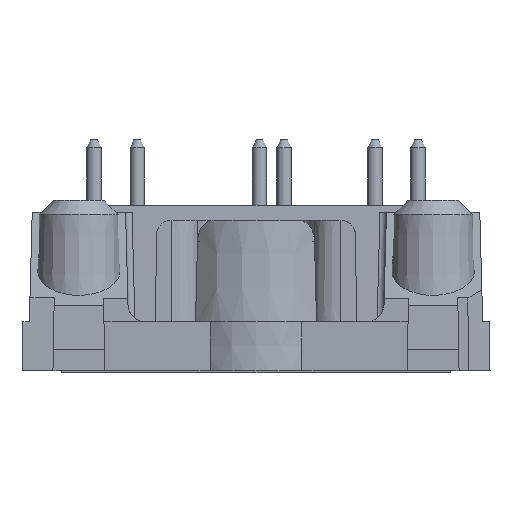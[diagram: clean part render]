
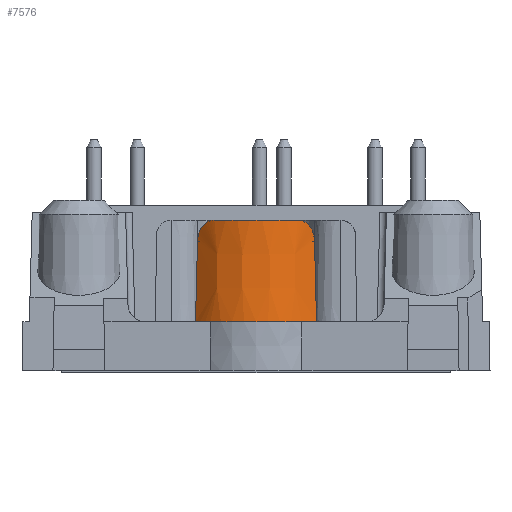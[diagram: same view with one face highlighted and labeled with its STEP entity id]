
A CAD part, left-side view. The second image highlights one B-rep face of the part: STEP entity #7576.
In plain terms, the highlighted conical face has half-angle 1 degrees and reference radius 5.5 mm.
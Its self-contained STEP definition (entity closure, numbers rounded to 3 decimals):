
#31=B_SPLINE_CURVE_WITH_KNOTS('',3,(#11194,#11195,#11196,#11197,#11198,
#11199,#11200,#11201,#11202,#11203,#11204,#11205,#11206,#11207,#11208,#11209,
#11210,#11211,#11212,#11213,#11214,#11215,#11216,#11217,#11218,#11219,#11220,
#11221,#11222,#11223,#11224,#11225,#11226,#11227,#11228,#11229,#11230,#11231,
#11232,#11233),.UNSPECIFIED.,.F.,.F.,(4,1,1,2,2,2,1,1,2,1,2,2,1,1,2,2,2,
2,1,2,2,2,1,1,4),(0.,0.062,0.125,0.187,
0.203,0.219,0.25,0.312,
0.375,0.406,0.422,0.437,
0.5,0.562,0.625,0.641,
0.656,0.687,0.75,0.812,
0.844,0.859,0.875,0.937,
1.),.UNSPECIFIED.);
#32=B_SPLINE_CURVE_WITH_KNOTS('',3,(#11243,#11244,#11245,#11246,#11247,
#11248,#11249,#11250,#11251,#11252,#11253,#11254,#11255,#11256,#11257,#11258,
#11259,#11260,#11261,#11262,#11263,#11264,#11265,#11266,#11267,#11268,#11269,
#11270,#11271,#11272,#11273,#11274,#11275,#11276,#11277,#11278,#11279,#11280,
#11281,#11282),.UNSPECIFIED.,.F.,.F.,(4,1,1,2,2,2,1,1,2,1,2,2,1,1,2,2,2,
2,1,2,1,2,2,1,4),(0.,0.062,0.125,0.187,
0.203,0.219,0.25,0.312,
0.375,0.406,0.422,0.437,
0.5,0.562,0.625,0.641,
0.656,0.687,0.75,0.812,
0.844,0.859,0.875,0.937,
1.),.UNSPECIFIED.);
#34=B_SPLINE_CURVE_WITH_KNOTS('',3,(#11374,#11375,#11376,#11377),
 .UNSPECIFIED.,.F.,.F.,(4,4),(0.,1.),.PIECEWISE_BEZIER_KNOTS.);
#37=B_SPLINE_CURVE_WITH_KNOTS('',3,(#11395,#11396,#11397,#11398),
 .UNSPECIFIED.,.F.,.F.,(4,4),(0.,1.),.PIECEWISE_BEZIER_KNOTS.);
#72=CONICAL_SURFACE('',#8104,5.5,0.017);
#195=CIRCLE('',#8066,5.377);
#208=CIRCLE('',#8105,5.5);
#209=CIRCLE('',#8106,5.5);
#210=CIRCLE('',#8107,5.5);
#1338=ORIENTED_EDGE('',*,*,#2361,.T.);
#1339=ORIENTED_EDGE('',*,*,#2374,.F.);
#1340=ORIENTED_EDGE('',*,*,#2375,.F.);
#1341=ORIENTED_EDGE('',*,*,#2376,.F.);
#1342=ORIENTED_EDGE('',*,*,#2355,.F.);
#1343=ORIENTED_EDGE('',*,*,#2328,.F.);
#1344=ORIENTED_EDGE('',*,*,#2325,.T.);
#1345=ORIENTED_EDGE('',*,*,#2323,.F.);
#2323=EDGE_CURVE('',#2920,#2921,#31,.T.);
#2325=EDGE_CURVE('',#2922,#2921,#195,.F.);
#2328=EDGE_CURVE('',#2922,#2924,#32,.T.);
#2355=EDGE_CURVE('',#2924,#2938,#34,.T.);
#2361=EDGE_CURVE('',#2920,#2941,#37,.T.);
#2374=EDGE_CURVE('',#2952,#2941,#208,.T.);
#2375=EDGE_CURVE('',#2953,#2952,#209,.T.);
#2376=EDGE_CURVE('',#2938,#2953,#210,.T.);
#2920=VERTEX_POINT('',#11193);
#2921=VERTEX_POINT('',#11234);
#2922=VERTEX_POINT('',#11238);
#2924=VERTEX_POINT('',#11283);
#2938=VERTEX_POINT('',#11378);
#2941=VERTEX_POINT('',#11394);
#2952=VERTEX_POINT('',#11430);
#2953=VERTEX_POINT('',#11432);
#4168=EDGE_LOOP('',(#1338,#1339,#1340,#1341,#1342,#1343,#1344,#1345));
#4644=FACE_BOUND('',#4168,.T.);
#7576=ADVANCED_FACE('',(#4644),#72,.T.);
#8066=AXIS2_PLACEMENT_3D('',#11237,#9275,#9276);
#8104=AXIS2_PLACEMENT_3D('',#11428,#9379,#9380);
#8105=AXIS2_PLACEMENT_3D('',#11429,#9381,#9382);
#8106=AXIS2_PLACEMENT_3D('',#11431,#9383,#9384);
#8107=AXIS2_PLACEMENT_3D('',#11433,#9385,#9386);
#9275=DIRECTION('',(0.,0.,1.));
#9276=DIRECTION('',(1.,0.,0.));
#9379=DIRECTION('',(0.,0.,-1.));
#9380=DIRECTION('',(-1.,0.,0.));
#9381=DIRECTION('',(0.,0.,-1.));
#9382=DIRECTION('',(-1.,0.,0.));
#9383=DIRECTION('',(0.,0.,-1.));
#9384=DIRECTION('',(-1.,0.,0.));
#9385=DIRECTION('',(0.,0.,-1.));
#9386=DIRECTION('',(-1.,0.,0.));
#11193=CARTESIAN_POINT('',(-31.061,4.063,8.976));
#11194=CARTESIAN_POINT('',(-31.061,4.063,8.976));
#11195=CARTESIAN_POINT('',(-31.061,4.062,9.026));
#11196=CARTESIAN_POINT('',(-31.065,4.056,9.124));
#11197=CARTESIAN_POINT('',(-31.081,4.039,9.268));
#11198=CARTESIAN_POINT('',(-31.099,4.021,9.363));
#11199=CARTESIAN_POINT('',(-31.112,4.007,9.421));
#11200=CARTESIAN_POINT('',(-31.115,4.004,9.433));
#11201=CARTESIAN_POINT('',(-31.121,3.999,9.456));
#11202=CARTESIAN_POINT('',(-31.124,3.996,9.468));
#11203=CARTESIAN_POINT('',(-31.133,3.986,9.502));
#11204=CARTESIAN_POINT('',(-31.153,3.967,9.571));
#11205=CARTESIAN_POINT('',(-31.191,3.928,9.68));
#11206=CARTESIAN_POINT('',(-31.228,3.892,9.763));
#11207=CARTESIAN_POINT('',(-31.257,3.862,9.824));
#11208=CARTESIAN_POINT('',(-31.272,3.846,9.853));
#11209=CARTESIAN_POINT('',(-31.288,3.83,9.882));
#11210=CARTESIAN_POINT('',(-31.299,3.819,9.901));
#11211=CARTESIAN_POINT('',(-31.305,3.813,9.911));
#11212=CARTESIAN_POINT('',(-31.332,3.784,9.958));
#11213=CARTESIAN_POINT('',(-31.379,3.735,10.029));
#11214=CARTESIAN_POINT('',(-31.453,3.654,10.125));
#11215=CARTESIAN_POINT('',(-31.506,3.594,10.182));
#11216=CARTESIAN_POINT('',(-31.54,3.554,10.215));
#11217=CARTESIAN_POINT('',(-31.547,3.547,10.222));
#11218=CARTESIAN_POINT('',(-31.561,3.53,10.235));
#11219=CARTESIAN_POINT('',(-31.567,3.522,10.241));
#11220=CARTESIAN_POINT('',(-31.588,3.498,10.259));
#11221=CARTESIAN_POINT('',(-31.602,3.481,10.271));
#11222=CARTESIAN_POINT('',(-31.644,3.431,10.305));
#11223=CARTESIAN_POINT('',(-31.7,3.361,10.345));
#11224=CARTESIAN_POINT('',(-31.756,3.288,10.376));
#11225=CARTESIAN_POINT('',(-31.799,3.231,10.396));
#11226=CARTESIAN_POINT('',(-31.813,3.212,10.402));
#11227=CARTESIAN_POINT('',(-31.834,3.183,10.411));
#11228=CARTESIAN_POINT('',(-31.841,3.173,10.413));
#11229=CARTESIAN_POINT('',(-31.856,3.154,10.418));
#11230=CARTESIAN_POINT('',(-31.891,3.105,10.43));
#11231=CARTESIAN_POINT('',(-31.953,3.014,10.446));
#11232=CARTESIAN_POINT('',(-32.007,2.932,10.45));
#11233=CARTESIAN_POINT('',(-32.034,2.89,10.45));
#11234=CARTESIAN_POINT('',(-32.034,2.89,10.45));
#11237=CARTESIAN_POINT('',(-27.5,0.,10.45));
#11238=CARTESIAN_POINT('',(-32.034,-2.89,10.45));
#11243=CARTESIAN_POINT('',(-32.034,-2.89,10.45));
#11244=CARTESIAN_POINT('',(-32.007,-2.932,10.45));
#11245=CARTESIAN_POINT('',(-31.954,-3.014,10.446));
#11246=CARTESIAN_POINT('',(-31.871,-3.133,10.426));
#11247=CARTESIAN_POINT('',(-31.815,-3.21,10.403));
#11248=CARTESIAN_POINT('',(-31.779,-3.258,10.387));
#11249=CARTESIAN_POINT('',(-31.772,-3.267,10.383));
#11250=CARTESIAN_POINT('',(-31.758,-3.286,10.376));
#11251=CARTESIAN_POINT('',(-31.751,-3.295,10.372));
#11252=CARTESIAN_POINT('',(-31.729,-3.323,10.36));
#11253=CARTESIAN_POINT('',(-31.687,-3.378,10.335));
#11254=CARTESIAN_POINT('',(-31.616,-3.465,10.285));
#11255=CARTESIAN_POINT('',(-31.562,-3.529,10.237));
#11256=CARTESIAN_POINT('',(-31.521,-3.576,10.197));
#11257=CARTESIAN_POINT('',(-31.501,-3.599,10.177));
#11258=CARTESIAN_POINT('',(-31.481,-3.622,10.155));
#11259=CARTESIAN_POINT('',(-31.468,-3.636,10.14));
#11260=CARTESIAN_POINT('',(-31.462,-3.644,10.133));
#11261=CARTESIAN_POINT('',(-31.429,-3.68,10.094));
#11262=CARTESIAN_POINT('',(-31.379,-3.735,10.03));
#11263=CARTESIAN_POINT('',(-31.31,-3.808,9.924));
#11264=CARTESIAN_POINT('',(-31.268,-3.851,9.846));
#11265=CARTESIAN_POINT('',(-31.243,-3.876,9.796));
#11266=CARTESIAN_POINT('',(-31.239,-3.881,9.785));
#11267=CARTESIAN_POINT('',(-31.229,-3.89,9.765));
#11268=CARTESIAN_POINT('',(-31.224,-3.895,9.754));
#11269=CARTESIAN_POINT('',(-31.21,-3.909,9.723));
#11270=CARTESIAN_POINT('',(-31.202,-3.918,9.702));
#11271=CARTESIAN_POINT('',(-31.176,-3.943,9.638));
#11272=CARTESIAN_POINT('',(-31.145,-3.974,9.55));
#11273=CARTESIAN_POINT('',(-31.121,-3.999,9.459));
#11274=CARTESIAN_POINT('',(-31.105,-4.015,9.389));
#11275=CARTESIAN_POINT('',(-31.097,-4.022,9.353));
#11276=CARTESIAN_POINT('',(-31.091,-4.029,9.318));
#11277=CARTESIAN_POINT('',(-31.087,-4.033,9.293));
#11278=CARTESIAN_POINT('',(-31.085,-4.035,9.281));
#11279=CARTESIAN_POINT('',(-31.076,-4.044,9.221));
#11280=CARTESIAN_POINT('',(-31.065,-4.056,9.124));
#11281=CARTESIAN_POINT('',(-31.061,-4.062,9.026));
#11282=CARTESIAN_POINT('',(-31.061,-4.063,8.976));
#11283=CARTESIAN_POINT('',(-31.061,-4.063,8.976));
#11374=CARTESIAN_POINT('',(-31.061,-4.063,8.976));
#11375=CARTESIAN_POINT('',(-31.057,-4.11,7.117));
#11376=CARTESIAN_POINT('',(-31.053,-4.156,5.259));
#11377=CARTESIAN_POINT('',(-31.049,-4.201,3.4));
#11378=CARTESIAN_POINT('',(-31.049,-4.201,3.4));
#11394=CARTESIAN_POINT('',(-31.049,4.201,3.4));
#11395=CARTESIAN_POINT('',(-31.061,4.063,8.976));
#11396=CARTESIAN_POINT('',(-31.057,4.11,7.117));
#11397=CARTESIAN_POINT('',(-31.053,4.156,5.259));
#11398=CARTESIAN_POINT('',(-31.049,4.201,3.4));
#11428=CARTESIAN_POINT('',(-27.5,0.,3.4));
#11429=CARTESIAN_POINT('',(-27.5,0.,3.4));
#11430=CARTESIAN_POINT('',(-32.,3.162,3.4));
#11431=CARTESIAN_POINT('',(-27.5,0.,3.4));
#11432=CARTESIAN_POINT('',(-32.,-3.162,3.4));
#11433=CARTESIAN_POINT('',(-27.5,0.,3.4));
